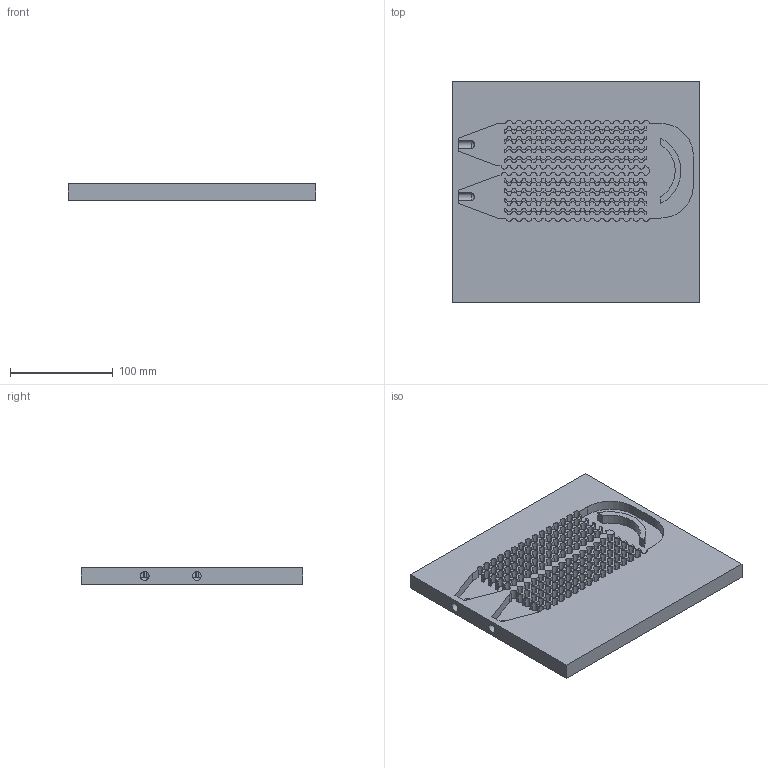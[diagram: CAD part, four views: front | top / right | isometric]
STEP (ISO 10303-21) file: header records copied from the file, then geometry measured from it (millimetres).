
FILE_DESCRIPTION(('FreeCAD Model'),'2;1');
FILE_NAME('Open CASCADE Shape Model','2022-01-20T20:52:21',('Author'),( ''),'Open CASCADE STEP processor 7.5','FreeCAD','Unknown');
FILE_SCHEMA(('AUTOMOTIVE_DESIGN { 1 0 10303 214 1 1 1 1 }'));
Length unit declared in the file: millimetre
Products named in the file (1): Body
Bounding box: 241.3 x 215.9 x 15.88 mm (x, y, z)
Volume: 683100.3 mm3; surface area: 160896.1 mm2
Topology: 1 solids, 1 shells, 652 faces, 1930 edges, 1284 vertices
Faces by surface type: plane 343, cylinder 307, revolution 2
Full cylindrical faces by diameter (mm): 8.5 x2
Entity records: 47842 total; most frequent: CARTESIAN_POINT 9331, DIRECTION 7450, LINE 4538, VECTOR 4538, ORIENTED_EDGE 3852, PCURVE 3852, DEFINITIONAL_REPRESENTATION 3852, EDGE_CURVE 1926
